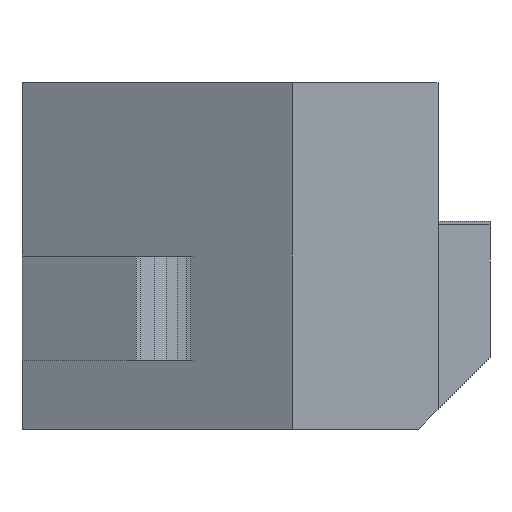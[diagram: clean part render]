
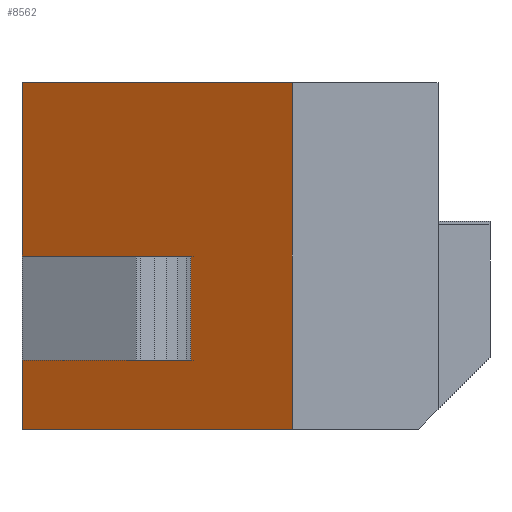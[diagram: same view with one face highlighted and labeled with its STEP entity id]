
A CAD part, left-side view. The second image highlights one B-rep face of the part: STEP entity #8562.
In plain terms, the highlighted planar face has unit normal (-0.866, 0.5, 0).
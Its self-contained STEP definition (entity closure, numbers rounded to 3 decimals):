
#24 = VERTEX_POINT('',#25);
#25 = CARTESIAN_POINT('',(-13.,4.203,0.));
#48 = VERTEX_POINT('',#49);
#49 = CARTESIAN_POINT('',(-13.,4.203,-10.));
#55 = EDGE_CURVE('',#24,#48,#56,.T.);
#56 = LINE('',#57,#58);
#57 = CARTESIAN_POINT('',(-13.,4.203,0.5));
#58 = VECTOR('',#59,1.);
#59 = DIRECTION('',(0.,0.,-1.));
#78 = EDGE_CURVE('',#79,#24,#81,.T.);
#79 = VERTEX_POINT('',#80);
#80 = CARTESIAN_POINT('',(-8.498,12.,0.));
#81 = LINE('',#82,#83);
#82 = CARTESIAN_POINT('',(-9.35,10.525,
    0.));
#83 = VECTOR('',#84,1.);
#84 = DIRECTION('',(-0.5,-0.866,0.));
#8562 = ADVANCED_FACE('',(#8563),#8645,.F.);
#8563 = FACE_BOUND('',#8564,.F.);
#8564 = EDGE_LOOP('',(#8565,#8575,#8581,#8582,#8583,#8591,#8599,#8607,
    #8615,#8623,#8631,#8639));
#8565 = ORIENTED_EDGE('',*,*,#8566,.F.);
#8566 = EDGE_CURVE('',#8567,#8569,#8571,.T.);
#8567 = VERTEX_POINT('',#8568);
#8568 = CARTESIAN_POINT('',(-8.498,12.,-5.));
#8569 = VERTEX_POINT('',#8570);
#8570 = CARTESIAN_POINT('',(-10.23,9.,-5.));
#8571 = LINE('',#8572,#8573);
#8572 = CARTESIAN_POINT('',(-2.212,22.888,-5.));
#8573 = VECTOR('',#8574,1.);
#8574 = DIRECTION('',(-0.5,-0.866,0.));
#8575 = ORIENTED_EDGE('',*,*,#8576,.F.);
#8576 = EDGE_CURVE('',#79,#8567,#8577,.T.);
#8577 = LINE('',#8578,#8579);
#8578 = CARTESIAN_POINT('',(-8.498,12.,0.5));
#8579 = VECTOR('',#8580,1.);
#8580 = DIRECTION('',(0.,0.,-1.));
#8581 = ORIENTED_EDGE('',*,*,#78,.T.);
#8582 = ORIENTED_EDGE('',*,*,#55,.T.);
#8583 = ORIENTED_EDGE('',*,*,#8584,.F.);
#8584 = EDGE_CURVE('',#8585,#48,#8587,.T.);
#8585 = VERTEX_POINT('',#8586);
#8586 = CARTESIAN_POINT('',(-8.498,12.,-10.));
#8587 = LINE('',#8588,#8589);
#8588 = CARTESIAN_POINT('',(-9.35,10.525,-10.));
#8589 = VECTOR('',#8590,1.);
#8590 = DIRECTION('',(-0.5,-0.866,0.));
#8591 = ORIENTED_EDGE('',*,*,#8592,.F.);
#8592 = EDGE_CURVE('',#8593,#8585,#8595,.T.);
#8593 = VERTEX_POINT('',#8594);
#8594 = CARTESIAN_POINT('',(-8.498,12.,-8.));
#8595 = LINE('',#8596,#8597);
#8596 = CARTESIAN_POINT('',(-8.498,12.,0.5));
#8597 = VECTOR('',#8598,1.);
#8598 = DIRECTION('',(0.,0.,-1.));
#8599 = ORIENTED_EDGE('',*,*,#8600,.T.);
#8600 = EDGE_CURVE('',#8593,#8601,#8603,.T.);
#8601 = VERTEX_POINT('',#8602);
#8602 = CARTESIAN_POINT('',(-10.23,9.,-8.));
#8603 = LINE('',#8604,#8605);
#8604 = CARTESIAN_POINT('',(-2.212,22.888,-8.));
#8605 = VECTOR('',#8606,1.);
#8606 = DIRECTION('',(-0.5,-0.866,0.));
#8607 = ORIENTED_EDGE('',*,*,#8608,.T.);
#8608 = EDGE_CURVE('',#8601,#8609,#8611,.T.);
#8609 = VERTEX_POINT('',#8610);
#8610 = CARTESIAN_POINT('',(-10.545,8.455,-8.));
#8611 = LINE('',#8612,#8613);
#8612 = CARTESIAN_POINT('',(-2.212,22.888,-8.));
#8613 = VECTOR('',#8614,1.);
#8614 = DIRECTION('',(-0.5,-0.866,0.));
#8615 = ORIENTED_EDGE('',*,*,#8616,.F.);
#8616 = EDGE_CURVE('',#8617,#8609,#8619,.T.);
#8617 = VERTEX_POINT('',#8618);
#8618 = CARTESIAN_POINT('',(-11.312,7.127,-8.));
#8619 = LINE('',#8620,#8621);
#8620 = CARTESIAN_POINT('',(-7.251,14.16,-8.));
#8621 = VECTOR('',#8622,1.);
#8622 = DIRECTION('',(0.5,0.866,0.));
#8623 = ORIENTED_EDGE('',*,*,#8624,.F.);
#8624 = EDGE_CURVE('',#8625,#8617,#8627,.T.);
#8625 = VERTEX_POINT('',#8626);
#8626 = CARTESIAN_POINT('',(-11.312,7.127,-5.));
#8627 = LINE('',#8628,#8629);
#8628 = CARTESIAN_POINT('',(-11.312,7.127,-2.));
#8629 = VECTOR('',#8630,1.);
#8630 = DIRECTION('',(0.,0.,-1.));
#8631 = ORIENTED_EDGE('',*,*,#8632,.T.);
#8632 = EDGE_CURVE('',#8625,#8633,#8635,.T.);
#8633 = VERTEX_POINT('',#8634);
#8634 = CARTESIAN_POINT('',(-10.545,8.455,-5.));
#8635 = LINE('',#8636,#8637);
#8636 = CARTESIAN_POINT('',(-7.251,14.16,-5.));
#8637 = VECTOR('',#8638,1.);
#8638 = DIRECTION('',(0.5,0.866,0.));
#8639 = ORIENTED_EDGE('',*,*,#8640,.F.);
#8640 = EDGE_CURVE('',#8569,#8633,#8641,.T.);
#8641 = LINE('',#8642,#8643);
#8642 = CARTESIAN_POINT('',(-2.212,22.888,-5.));
#8643 = VECTOR('',#8644,1.);
#8644 = DIRECTION('',(-0.5,-0.866,0.));
#8645 = PLANE('',#8646);
#8646 = AXIS2_PLACEMENT_3D('',#8647,#8648,#8649);
#8647 = CARTESIAN_POINT('',(-3.879,20.,1.));
#8648 = DIRECTION('',(0.866,-0.5,0.));
#8649 = DIRECTION('',(-0.5,-0.866,0.));
